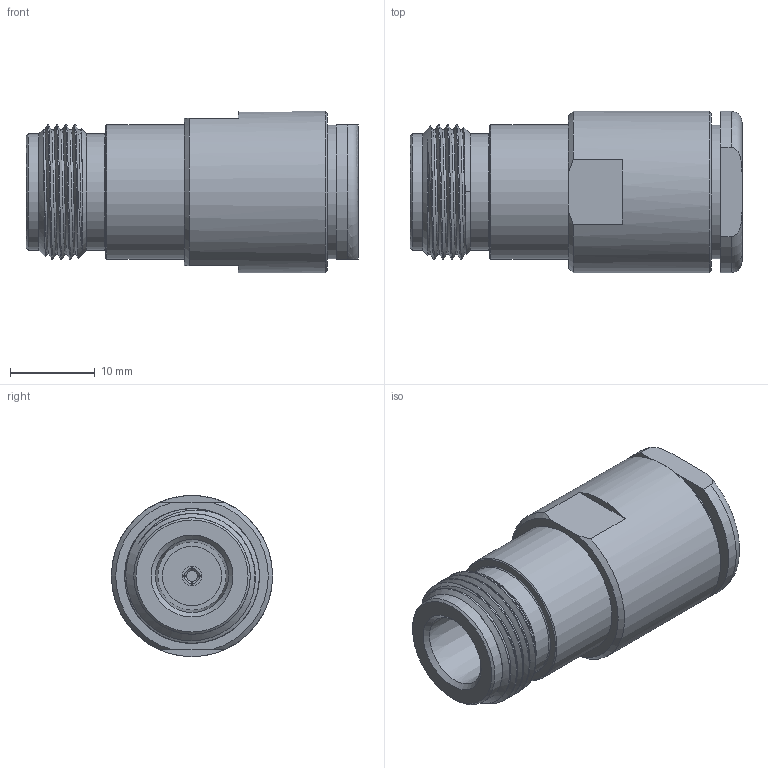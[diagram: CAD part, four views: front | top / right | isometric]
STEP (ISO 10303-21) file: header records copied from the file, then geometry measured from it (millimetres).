
FILE_DESCRIPTION (( 'STEP AP203' ), '1' );
FILE_NAME ('PE4061_3D.step', '2021-02-15T16:11:16', ( '' ), ( '' ), 'SwSTEP 2.0', 'SolidWorks 2018', '' );
FILE_SCHEMA (( 'CONFIG_CONTROL_DESIGN' ));
Length unit declared in the file: inch
Products named in the file (1): PE4061_3D
Bounding box: 39.13 x 19 x 19 mm (x, y, z)
Volume: 7507.7 mm3; surface area: 3539.3 mm2
Topology: 1 solids, 1 shells, 71 faces, 173 edges, 114 vertices
Faces by surface type: plane 30, cylinder 20, cone 15, bspline 4, torus 2
Full cylindrical faces by diameter (mm): 1.27 x1, 2.286 x1, 6.985 x1, 11.3 x1, 13.716 x2, 15.75 x1, 15.875 x1, 19 x1
Entity records: 3491 total; most frequent: CARTESIAN_POINT 1944, ORIENTED_EDGE 302, DIRECTION 280, EDGE_CURVE 151, AXIS2_PLACEMENT_3D 121, VERTEX_POINT 109, EDGE_LOOP 98, FACE_OUTER_BOUND 81
